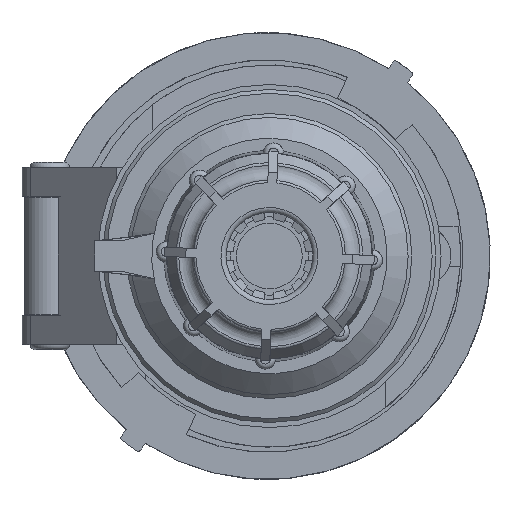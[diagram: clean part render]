
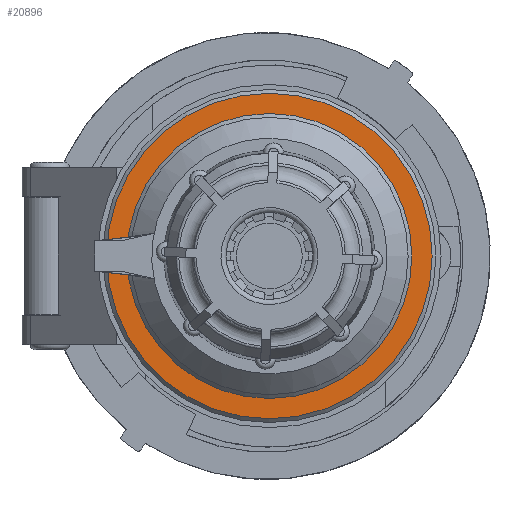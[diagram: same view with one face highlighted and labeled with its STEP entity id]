
A CAD part, left-side view. The second image highlights one B-rep face of the part: STEP entity #20896.
In plain terms, the highlighted face is planar.
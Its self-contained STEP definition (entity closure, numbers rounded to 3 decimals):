
#840 = DIRECTION ( 'NONE',  ( 0., -1., 0. ) ) ;
#1251 = CARTESIAN_POINT ( 'NONE',  ( 0., 12.7, 0. ) ) ;
#1400 = CARTESIAN_POINT ( 'NONE',  ( 0., 12.7, -32.15 ) ) ;
#3353 = VERTEX_POINT ( 'NONE', #1400 ) ;
#4219 = AXIS2_PLACEMENT_3D ( 'NONE', #4975, #21954, #22070 ) ;
#4975 = CARTESIAN_POINT ( 'NONE',  ( -27.4, 12.7, 0. ) ) ;
#5777 = CIRCLE ( 'NONE', #20967, 28.15 ) ;
#7925 = CARTESIAN_POINT ( 'NONE',  ( 0., 12.7, 0. ) ) ;
#12214 = EDGE_LOOP ( 'NONE', ( #15069 ) ) ;
#12376 = CARTESIAN_POINT ( 'NONE',  ( 0., 12.7, -28.15 ) ) ;
#12564 = PLANE ( 'NONE',  #4219 ) ;
#14377 = AXIS2_PLACEMENT_3D ( 'NONE', #1251, #17719, #23572 ) ;
#14644 = FACE_BOUND ( 'NONE', #12214, .T. ) ;
#15069 = ORIENTED_EDGE ( 'NONE', *, *, #21158, .T. ) ;
#16213 = EDGE_LOOP ( 'NONE', ( #16502 ) ) ;
#16502 = ORIENTED_EDGE ( 'NONE', *, *, #23595, .T. ) ;
#16707 = FACE_OUTER_BOUND ( 'NONE', #16213, .T. ) ;
#17719 = DIRECTION ( 'NONE',  ( 0., 1., 0. ) ) ;
#18353 = VERTEX_POINT ( 'NONE', #12376 ) ;
#19378 = DIRECTION ( 'NONE',  ( 0., 0., -1. ) ) ;
#20896 = ADVANCED_FACE ( 'NONE', ( #16707, #14644 ), #12564, .F. ) ;
#20967 = AXIS2_PLACEMENT_3D ( 'NONE', #7925, #840, #19378 ) ;
#21066 = CIRCLE ( 'NONE', #14377, 32.15 ) ;
#21158 = EDGE_CURVE ( 'NONE', #18353, #18353, #5777, .T. ) ;
#21954 = DIRECTION ( 'NONE',  ( 0., -1., 0. ) ) ;
#22070 = DIRECTION ( 'NONE',  ( 0., 0., -1. ) ) ;
#23572 = DIRECTION ( 'NONE',  ( 0., 0., -1. ) ) ;
#23595 = EDGE_CURVE ( 'NONE', #3353, #3353, #21066, .T. ) ;
